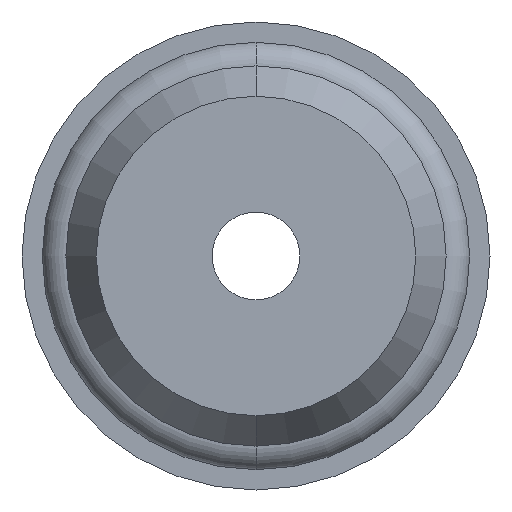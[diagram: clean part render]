
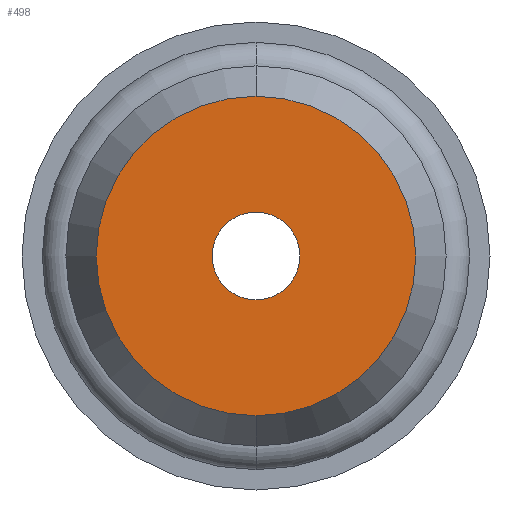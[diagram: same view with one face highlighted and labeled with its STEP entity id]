
A CAD part, front view. The second image highlights one B-rep face of the part: STEP entity #498.
In plain terms, the highlighted planar face has unit normal (0, -1, 0).
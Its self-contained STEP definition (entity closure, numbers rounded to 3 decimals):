
#411 = VERTEX_POINT ( 'NONE', #1084 ) ;
#418 = EDGE_CURVE ( 'NONE', #419, #411, #1068, .T. ) ;
#419 = VERTEX_POINT ( 'NONE', #1063 ) ;
#434 = VERTEX_POINT ( 'NONE', #1103 ) ;
#435 = VERTEX_POINT ( 'NONE', #1102 ) ;
#440 = EDGE_CURVE ( 'NONE', #435, #434, #1097, .T. ) ;
#496 = EDGE_CURVE ( 'NONE', #434, #435, #1205, .T. ) ;
#497 = ORIENTED_EDGE ( 'NONE', *, *, #418, .T. ) ;
#498 = ADVANCED_FACE ( 'NONE', ( #1260, #1259 ), #1258, .T. ) ;
#500 = ORIENTED_EDGE ( 'NONE', *, *, #496, .F. ) ;
#503 = ORIENTED_EDGE ( 'NONE', *, *, #440, .F. ) ;
#504 = ORIENTED_EDGE ( 'NONE', *, *, #508, .T. ) ;
#508 = EDGE_CURVE ( 'NONE', #411, #419, #1252, .T. ) ;
#509 = EDGE_LOOP ( 'NONE', ( #500, #503 ) ) ;
#514 = EDGE_LOOP ( 'NONE', ( #504, #497 ) ) ;
#1063 = CARTESIAN_POINT ( 'NONE',  ( 0., 0., -5.461 ) ) ;
#1064 = DIRECTION ( 'NONE',  ( 0., 0., -1. ) ) ;
#1065 = DIRECTION ( 'NONE',  ( 0., -1., 0. ) ) ;
#1066 = CARTESIAN_POINT ( 'NONE',  ( 0., 0., 0. ) ) ;
#1067 = AXIS2_PLACEMENT_3D ( 'NONE', #1066, #1065, #1064 ) ;
#1068 = CIRCLE ( 'NONE', #1067, 5.461 ) ;
#1084 = CARTESIAN_POINT ( 'NONE',  ( 0., 0., 5.461 ) ) ;
#1093 = DIRECTION ( 'NONE',  ( 0., 0., -1. ) ) ;
#1094 = DIRECTION ( 'NONE',  ( 0., -1., 0. ) ) ;
#1095 = CARTESIAN_POINT ( 'NONE',  ( 0., 0., 0. ) ) ;
#1096 = AXIS2_PLACEMENT_3D ( 'NONE', #1095, #1094, #1093 ) ;
#1097 = CIRCLE ( 'NONE', #1096, 1.5 ) ;
#1102 = CARTESIAN_POINT ( 'NONE',  ( 0., 0., 1.5 ) ) ;
#1103 = CARTESIAN_POINT ( 'NONE',  ( 0., 0., -1.5 ) ) ;
#1203 = CARTESIAN_POINT ( 'NONE',  ( 0., 0., 0. ) ) ;
#1204 = AXIS2_PLACEMENT_3D ( 'NONE', #1203, #1262, #1261 ) ;
#1205 = CIRCLE ( 'NONE', #1204, 1.5 ) ;
#1248 = DIRECTION ( 'NONE',  ( 0., 0., -1. ) ) ;
#1249 = DIRECTION ( 'NONE',  ( 0., -1., 0. ) ) ;
#1250 = CARTESIAN_POINT ( 'NONE',  ( 0., 0., 0. ) ) ;
#1251 = AXIS2_PLACEMENT_3D ( 'NONE', #1250, #1249, #1248 ) ;
#1252 = CIRCLE ( 'NONE', #1251, 5.461 ) ;
#1254 = DIRECTION ( 'NONE',  ( 0., 0., -1. ) ) ;
#1255 = DIRECTION ( 'NONE',  ( 0., -1., 0. ) ) ;
#1256 = AXIS2_PLACEMENT_3D ( 'NONE', #1257, #1255, #1254 ) ;
#1257 = CARTESIAN_POINT ( 'NONE',  ( 0., 0., 0. ) ) ;
#1258 = PLANE ( 'NONE',  #1256 ) ;
#1259 = FACE_OUTER_BOUND ( 'NONE', #514, .T. ) ;
#1260 = FACE_BOUND ( 'NONE', #509, .T. ) ;
#1261 = DIRECTION ( 'NONE',  ( 0., 0., -1. ) ) ;
#1262 = DIRECTION ( 'NONE',  ( 0., -1., 0. ) ) ;
